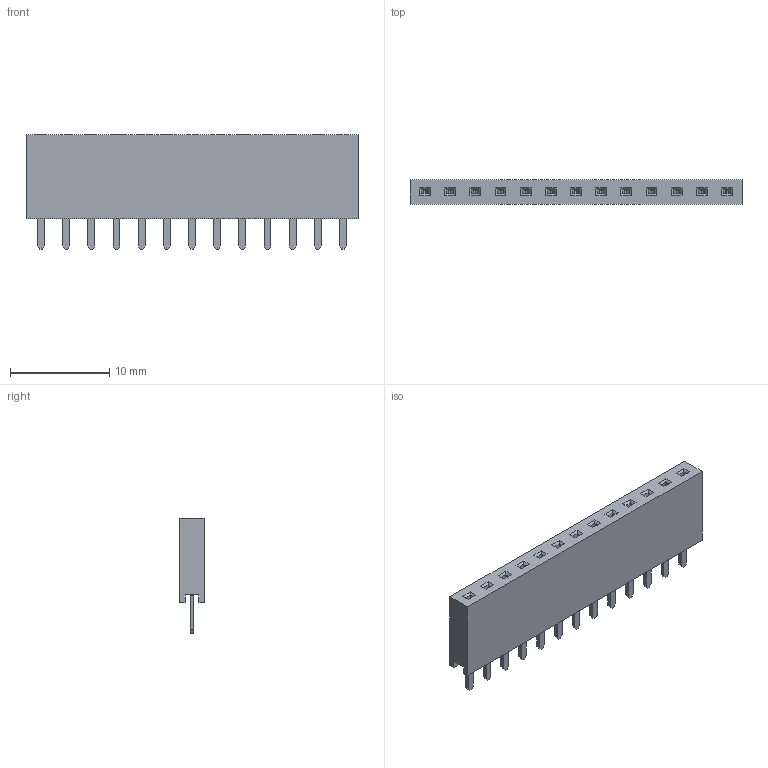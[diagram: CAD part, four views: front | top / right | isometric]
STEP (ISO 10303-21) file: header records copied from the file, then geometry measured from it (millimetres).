
FILE_DESCRIPTION( ( 'Unknown' ), '1' );
FILE_NAME( '61301311821.stp', 'Unknown', ( 'Unknown' ), ( 'Unknown' ), 'PSStep 15.0.49', 'Unknown', ' ' );
FILE_SCHEMA( ( 'AUTOMOTIVE_DESIGN { 1 0 10303 214 1 1 1 1 }' ) );
Length unit declared in the file: millimetre
Products named in the file (3): Assem1; 6130xx11821_PIN; 61301311821
Assembly tree (14 placements, depth 2):
  Assem1
    6130xx11821_PIN  x13
    61301311821
Bounding box: 33.52 x 2.5 x 11.6 mm (x, y, z)
Volume: 647.2 mm3; surface area: 1699.7 mm2
Topology: 14 solids, 14 shells, 491 faces, 1337 edges, 874 vertices
Faces by surface type: plane 439, cylinder 26, extrusion 26
Entity records: 7503 total; most frequent: CARTESIAN_POINT 1067, ORIENTED_EDGE 1018, DIRECTION 919, EDGE_CURVE 509, VECTOR 503, LINE 501, VERTEX_POINT 322, EDGE_LOOP 217
